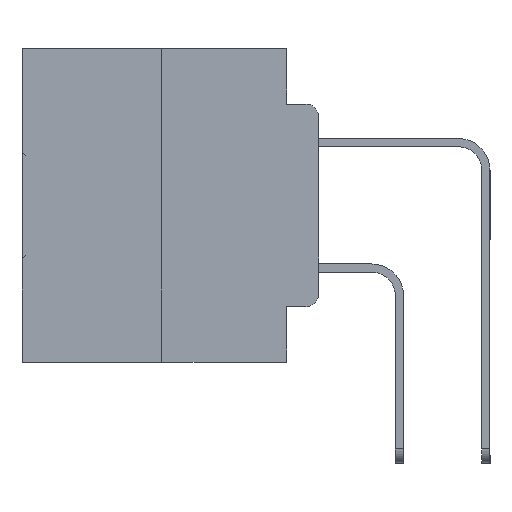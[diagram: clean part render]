
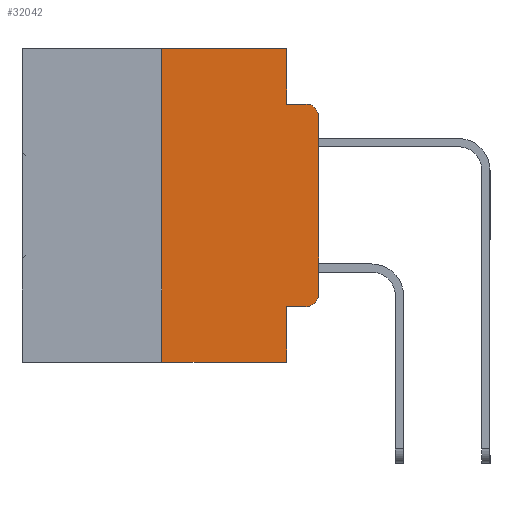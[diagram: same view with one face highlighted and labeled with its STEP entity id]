
A CAD part, left-side view. The second image highlights one B-rep face of the part: STEP entity #32042.
In plain terms, the highlighted planar face has unit normal (-1, 0, 0).
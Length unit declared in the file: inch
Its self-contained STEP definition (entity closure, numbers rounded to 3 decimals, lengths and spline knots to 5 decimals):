
#353 = DIRECTION ( 'NONE',  ( 0., 0., 1. ) ) ;
#475 = CARTESIAN_POINT ( 'NONE',  ( 0., 0.051, -0.4115 ) ) ;
#1433 = EDGE_CURVE ( 'NONE', #2145, #32928, #18959, .T. ) ;
#1493 = VERTEX_POINT ( 'NONE', #475 ) ;
#1851 = CARTESIAN_POINT ( 'NONE',  ( 0., 0.02, -0.3915 ) ) ;
#1872 = CARTESIAN_POINT ( 'NONE',  ( 0., 0.051, 0. ) ) ;
#1875 = LINE ( 'NONE', #7236, #22875 ) ;
#2145 = VERTEX_POINT ( 'NONE', #3617 ) ;
#2376 = PLANE ( 'NONE',  #12001 ) ;
#2378 = CARTESIAN_POINT ( 'NONE',  ( 0., 0.25, 0. ) ) ;
#3131 = DIRECTION ( 'NONE',  ( 0., 0., -1. ) ) ;
#3551 = EDGE_CURVE ( 'NONE', #21318, #21164, #16349, .T. ) ;
#3617 = CARTESIAN_POINT ( 'NONE',  ( 0., 0., -0.3915 ) ) ;
#3736 = EDGE_LOOP ( 'NONE', ( #6992, #28540, #30117, #29740, #18483, #16835, #19257, #25717, #14870, #24170 ) ) ;
#3765 = LINE ( 'NONE', #7665, #16941 ) ;
#3967 = EDGE_CURVE ( 'NONE', #1493, #21164, #12656, .T. ) ;
#4613 = DIRECTION ( 'NONE',  ( 0., 0., -1. ) ) ;
#5693 = VERTEX_POINT ( 'NONE', #2378 ) ;
#6359 = VECTOR ( 'NONE', #13115, 39.37008 ) ;
#6698 = CARTESIAN_POINT ( 'NONE',  ( 0., 0.473, -0.5 ) ) ;
#6992 = ORIENTED_EDGE ( 'NONE', *, *, #1433, .T. ) ;
#7236 = CARTESIAN_POINT ( 'NONE',  ( 0., 0.25, 0. ) ) ;
#7475 = CARTESIAN_POINT ( 'NONE',  ( 0., 0.051, -0.5 ) ) ;
#7568 = CARTESIAN_POINT ( 'NONE',  ( 0., 0.051, -0.4115 ) ) ;
#7665 = CARTESIAN_POINT ( 'NONE',  ( 0., 0.473, 0. ) ) ;
#7770 = DIRECTION ( 'NONE',  ( 1., 0., 0. ) ) ;
#7910 = CIRCLE ( 'NONE', #21737, 0.02 ) ;
#8251 = VERTEX_POINT ( 'NONE', #21339 ) ;
#8756 = LINE ( 'NONE', #1872, #28633 ) ;
#9307 = EDGE_CURVE ( 'NONE', #21318, #5693, #1875, .T. ) ;
#9744 = CARTESIAN_POINT ( 'NONE',  ( 0., 0.051, 0. ) ) ;
#10230 = DIRECTION ( 'NONE',  ( 0., -1., 0. ) ) ;
#10336 = DIRECTION ( 'NONE',  ( 0., -1., 0. ) ) ;
#10691 = CARTESIAN_POINT ( 'NONE',  ( 0., 0.25, -0.5 ) ) ;
#11059 = CARTESIAN_POINT ( 'NONE',  ( 0., 0.051, 0. ) ) ;
#11224 = VECTOR ( 'NONE', #353, 39.37008 ) ;
#12001 = AXIS2_PLACEMENT_3D ( 'NONE', #23389, #7770, #25954 ) ;
#12008 = DIRECTION ( 'NONE',  ( -1., 0., 0. ) ) ;
#12656 = LINE ( 'NONE', #11059, #32381 ) ;
#13115 = DIRECTION ( 'NONE',  ( 0., -1., 0. ) ) ;
#13724 = CARTESIAN_POINT ( 'NONE',  ( 0., 0., 0. ) ) ;
#13767 = LINE ( 'NONE', #7568, #26675 ) ;
#14870 = ORIENTED_EDGE ( 'NONE', *, *, #29045, .T. ) ;
#16336 = EDGE_CURVE ( 'NONE', #23541, #8251, #8756, .T. ) ;
#16349 = LINE ( 'NONE', #6698, #29223 ) ;
#16835 = ORIENTED_EDGE ( 'NONE', *, *, #9307, .F. ) ;
#16941 = VECTOR ( 'NONE', #10336, 39.37008 ) ;
#17642 = DIRECTION ( 'NONE',  ( 0., 0., 1. ) ) ;
#17722 = DIRECTION ( 'NONE',  ( 0., 0., -1. ) ) ;
#18483 = ORIENTED_EDGE ( 'NONE', *, *, #26341, .F. ) ;
#18658 = LINE ( 'NONE', #28580, #6359 ) ;
#18959 = LINE ( 'NONE', #13724, #11224 ) ;
#19257 = ORIENTED_EDGE ( 'NONE', *, *, #3551, .T. ) ;
#19413 = VERTEX_POINT ( 'NONE', #32499 ) ;
#20302 = DIRECTION ( 'NONE',  ( -1., 0., 0. ) ) ;
#20440 = EDGE_CURVE ( 'NONE', #19413, #2145, #21155, .T. ) ;
#21155 = CIRCLE ( 'NONE', #33037, 0.02 ) ;
#21164 = VERTEX_POINT ( 'NONE', #7475 ) ;
#21318 = VERTEX_POINT ( 'NONE', #10691 ) ;
#21339 = CARTESIAN_POINT ( 'NONE',  ( 0., 0.051, -0.0885 ) ) ;
#21737 = AXIS2_PLACEMENT_3D ( 'NONE', #27487, #12008, #30033 ) ;
#22115 = CARTESIAN_POINT ( 'NONE',  ( 0., 0.02, -0.0885 ) ) ;
#22212 = VERTEX_POINT ( 'NONE', #22115 ) ;
#22875 = VECTOR ( 'NONE', #17642, 39.37008 ) ;
#23389 = CARTESIAN_POINT ( 'NONE',  ( 0., 0.473, 0. ) ) ;
#23541 = VERTEX_POINT ( 'NONE', #9744 ) ;
#24170 = ORIENTED_EDGE ( 'NONE', *, *, #20440, .T. ) ;
#24891 = DIRECTION ( 'NONE',  ( 0., -1., 0. ) ) ;
#24897 = FACE_OUTER_BOUND ( 'NONE', #3736, .T. ) ;
#24968 = EDGE_CURVE ( 'NONE', #8251, #22212, #18658, .T. ) ;
#25717 = ORIENTED_EDGE ( 'NONE', *, *, #3967, .F. ) ;
#25954 = DIRECTION ( 'NONE',  ( 0., 0., -1. ) ) ;
#26341 = EDGE_CURVE ( 'NONE', #5693, #23541, #3765, .T. ) ;
#26675 = VECTOR ( 'NONE', #10230, 39.37008 ) ;
#27487 = CARTESIAN_POINT ( 'NONE',  ( 0., 0.02, -0.1085 ) ) ;
#28540 = ORIENTED_EDGE ( 'NONE', *, *, #30118, .T. ) ;
#28580 = CARTESIAN_POINT ( 'NONE',  ( 0., 0.051, -0.0885 ) ) ;
#28633 = VECTOR ( 'NONE', #17722, 39.37008 ) ;
#29045 = EDGE_CURVE ( 'NONE', #1493, #19413, #13767, .T. ) ;
#29223 = VECTOR ( 'NONE', #24891, 39.37008 ) ;
#29489 = CARTESIAN_POINT ( 'NONE',  ( 0., 0., -0.1085 ) ) ;
#29740 = ORIENTED_EDGE ( 'NONE', *, *, #16336, .F. ) ;
#30033 = DIRECTION ( 'NONE',  ( 0., 0., -1. ) ) ;
#30117 = ORIENTED_EDGE ( 'NONE', *, *, #24968, .F. ) ;
#30118 = EDGE_CURVE ( 'NONE', #32928, #22212, #7910, .T. ) ;
#32042 = ADVANCED_FACE ( 'NONE', ( #24897 ), #2376, .F. ) ;
#32381 = VECTOR ( 'NONE', #3131, 39.37008 ) ;
#32499 = CARTESIAN_POINT ( 'NONE',  ( 0., 0.02, -0.4115 ) ) ;
#32928 = VERTEX_POINT ( 'NONE', #29489 ) ;
#33037 = AXIS2_PLACEMENT_3D ( 'NONE', #1851, #20302, #4613 ) ;
